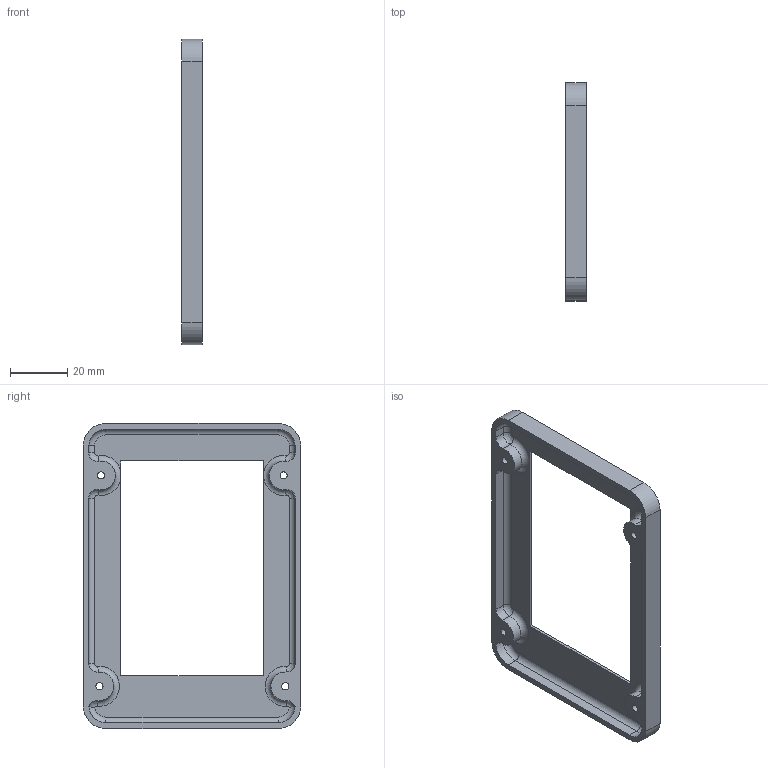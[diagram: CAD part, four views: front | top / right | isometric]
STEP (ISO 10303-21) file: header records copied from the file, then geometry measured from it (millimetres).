
FILE_DESCRIPTION(/* description */ (''),/* implementation_level */ '2;1');
FILE_NAME(/* name */ 'displayBezel.step',/* time_stamp */ '2025-07-02T19:15:28-07:00',/* author */ (''),/* organization */ (''),/* preprocessor_version */ 'ST-DEVELOPER v20.1',/* originating_system */ 'Autodesk Translation Framework v14.10.0.0',/* authorisation */ '');
FILE_SCHEMA (('AUTOMOTIVE_DESIGN { 1 0 10303 214 3 1 1 }'));
Length unit declared in the file: millimetre
Products named in the file (1): 2025-06-30-22-19-11-434
Bounding box: 7 x 76.02 x 106.52 mm (x, y, z)
Volume: 12086 mm3; surface area: 13396.6 mm2
Topology: 1 solids, 1 shells, 75 faces, 181 edges, 112 vertices
Faces by surface type: cylinder 34, plane 25, bspline 8, torus 8
Full cylindrical faces by diameter (mm): 2.5 x4, 5 x4
Entity records: 2366 total; most frequent: CARTESIAN_POINT 526, DIRECTION 403, ORIENTED_EDGE 362, EDGE_CURVE 181, AXIS2_PLACEMENT_3D 159, VERTEX_POINT 112, CIRCLE 91, EDGE_LOOP 89
